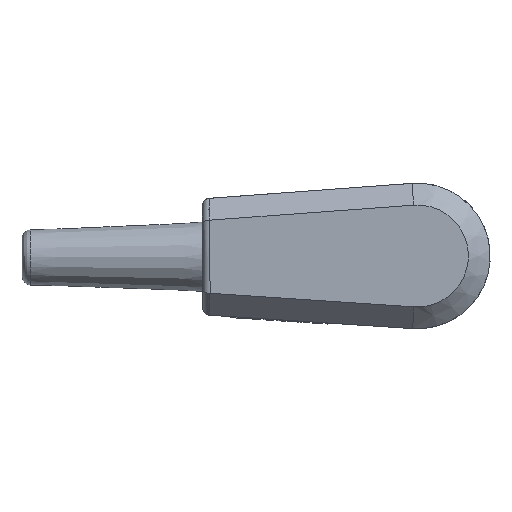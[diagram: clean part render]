
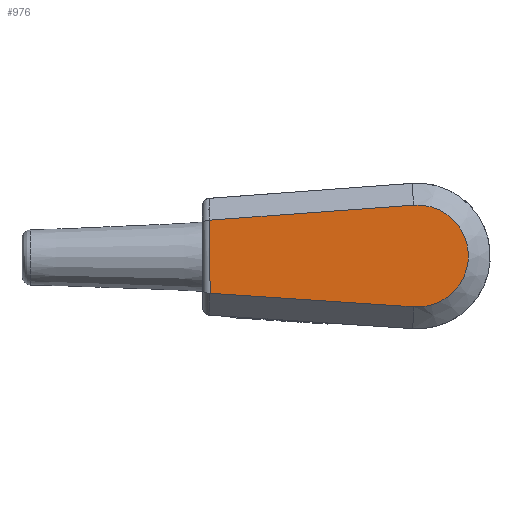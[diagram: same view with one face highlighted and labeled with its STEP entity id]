
A CAD part, left-side view. The second image highlights one B-rep face of the part: STEP entity #976.
In plain terms, the highlighted planar face has unit normal (-1, 0, 0).
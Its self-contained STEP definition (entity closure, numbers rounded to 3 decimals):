
#688=CIRCLE('',#5547,7.);
#976=ADVANCED_FACE('4-0-6',(#1463),#1249,.T.);
#1249=PLANE('',#5548);
#1463=FACE_OUTER_BOUND('',#1705,.T.);
#1705=EDGE_LOOP('',(#2665,#2666,#2667,#2668));
#2665=ORIENTED_EDGE('',*,*,#4210,.T.);
#2666=ORIENTED_EDGE('',*,*,#4211,.T.);
#2667=ORIENTED_EDGE('',*,*,#4212,.T.);
#2668=ORIENTED_EDGE('',*,*,#4213,.T.);
#3612=VERTEX_POINT('',#8236);
#3613=VERTEX_POINT('',#8237);
#3614=VERTEX_POINT('',#8239);
#3615=VERTEX_POINT('',#8241);
#4210=EDGE_CURVE('',#3612,#3613,#4785,.T.);
#4211=EDGE_CURVE('',#3613,#3614,#4786,.T.);
#4212=EDGE_CURVE('',#3614,#3615,#688,.T.);
#4213=EDGE_CURVE('',#3615,#3612,#4787,.T.);
#4785=LINE('',#8235,#5229);
#4786=LINE('',#8238,#5230);
#4787=LINE('',#8242,#5231);
#5229=VECTOR('',#6577,1.);
#5230=VECTOR('',#6578,1.);
#5231=VECTOR('',#6581,1.);
#5547=AXIS2_PLACEMENT_3D('',#8240,#6579,#6580);
#5548=AXIS2_PLACEMENT_3D('',#8243,#6582,#6583);
#6577=DIRECTION('',(0.,-0.004,-1.));
#6578=DIRECTION('',(0.,-0.998,-0.066));
#6579=DIRECTION('',(-1.,0.,0.));
#6580=DIRECTION('',(0.,0.066,-0.998));
#6581=DIRECTION('',(0.,0.997,-0.073));
#6582=DIRECTION('',(-1.,0.,0.));
#6583=DIRECTION('',(0.,-0.004,-1.));
#8235=CARTESIAN_POINT('',(0.,28.518,4.918));
#8236=CARTESIAN_POINT('',(0.,28.518,4.918));
#8237=CARTESIAN_POINT('',(0.,28.481,-5.13));
#8238=CARTESIAN_POINT('',(0.,28.481,-5.13));
#8239=CARTESIAN_POINT('',(0.,0.462,-6.985));
#8240=CARTESIAN_POINT('',(0.,0.,0.));
#8241=CARTESIAN_POINT('',(0.,0.514,6.981));
#8242=CARTESIAN_POINT('',(0.,0.514,6.981));
#8243=CARTESIAN_POINT('',(0.,31.504,7.736));
